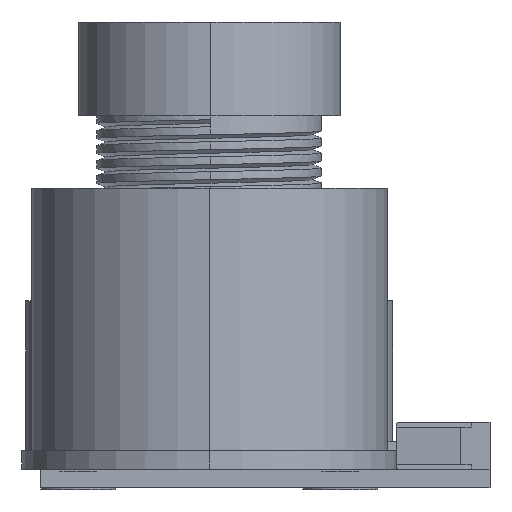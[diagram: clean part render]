
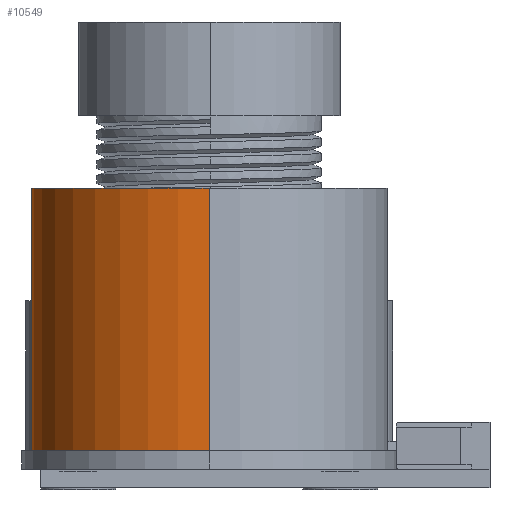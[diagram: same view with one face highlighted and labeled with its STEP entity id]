
A CAD part, left-side view. The second image highlights one B-rep face of the part: STEP entity #10549.
In plain terms, the highlighted cylindrical face has radius 9.5 mm (diameter 19 mm), a partial arc.
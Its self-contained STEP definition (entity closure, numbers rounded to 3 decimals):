
#2377 = DIRECTION ( 'NONE',  ( 0., 0., -1. ) ) ;
#4255 = ORIENTED_EDGE ( 'NONE', *, *, #21788, .F. ) ;
#5405 = CARTESIAN_POINT ( 'NONE',  ( 0., 0., 14. ) ) ;
#5821 = DIRECTION ( 'NONE',  ( 1., 0., 0. ) ) ;
#5965 = CARTESIAN_POINT ( 'NONE',  ( -9.5, 0., 14. ) ) ;
#6422 = VECTOR ( 'NONE', #10983, 1000. ) ;
#6549 = EDGE_CURVE ( 'NONE', #16537, #19818, #19901, .T. ) ;
#6617 = CIRCLE ( 'NONE', #18093, 9.5 ) ;
#6694 = EDGE_CURVE ( 'NONE', #16537, #18100, #10187, .T. ) ;
#7011 = CARTESIAN_POINT ( 'NONE',  ( -9.5, 0., 14. ) ) ;
#7363 = CARTESIAN_POINT ( 'NONE',  ( -9.5, 0., 0. ) ) ;
#9130 = CARTESIAN_POINT ( 'NONE',  ( 9.5, 0., 14. ) ) ;
#9904 = DIRECTION ( 'NONE',  ( 0., 0., 1. ) ) ;
#10187 = CIRCLE ( 'NONE', #11370, 9.5 ) ;
#10309 = ORIENTED_EDGE ( 'NONE', *, *, #6694, .F. ) ;
#10549 = ADVANCED_FACE ( 'NONE', ( #24692 ), #20318, .T. ) ;
#10983 = DIRECTION ( 'NONE',  ( 0., 0., -1. ) ) ;
#11370 = AXIS2_PLACEMENT_3D ( 'NONE', #5405, #9904, #5821 ) ;
#11750 = CARTESIAN_POINT ( 'NONE',  ( 0., 0., 0. ) ) ;
#11926 = DIRECTION ( 'NONE',  ( 0., 0., -1. ) ) ;
#12029 = EDGE_LOOP ( 'NONE', ( #10309, #20634, #12366, #4255 ) ) ;
#12366 = ORIENTED_EDGE ( 'NONE', *, *, #25151, .T. ) ;
#14228 = CARTESIAN_POINT ( 'NONE',  ( 0., 0., 14. ) ) ;
#15159 = AXIS2_PLACEMENT_3D ( 'NONE', #14228, #2377, #16454 ) ;
#15171 = VERTEX_POINT ( 'NONE', #7363 ) ;
#16454 = DIRECTION ( 'NONE',  ( -1., 0., 0. ) ) ;
#16537 = VERTEX_POINT ( 'NONE', #24257 ) ;
#17739 = DIRECTION ( 'NONE',  ( 1., 0., 0. ) ) ;
#18093 = AXIS2_PLACEMENT_3D ( 'NONE', #11750, #23646, #17739 ) ;
#18100 = VERTEX_POINT ( 'NONE', #7011 ) ;
#19818 = VERTEX_POINT ( 'NONE', #20816 ) ;
#19901 = LINE ( 'NONE', #9130, #6422 ) ;
#20029 = LINE ( 'NONE', #5965, #20333 ) ;
#20318 = CYLINDRICAL_SURFACE ( 'NONE', #15159, 9.5 ) ;
#20333 = VECTOR ( 'NONE', #11926, 1000. ) ;
#20634 = ORIENTED_EDGE ( 'NONE', *, *, #6549, .T. ) ;
#20816 = CARTESIAN_POINT ( 'NONE',  ( 9.5, 0., 0. ) ) ;
#21788 = EDGE_CURVE ( 'NONE', #18100, #15171, #20029, .T. ) ;
#23646 = DIRECTION ( 'NONE',  ( 0., 0., 1. ) ) ;
#24257 = CARTESIAN_POINT ( 'NONE',  ( 9.5, 0., 14. ) ) ;
#24692 = FACE_OUTER_BOUND ( 'NONE', #12029, .T. ) ;
#25151 = EDGE_CURVE ( 'NONE', #19818, #15171, #6617, .T. ) ;
